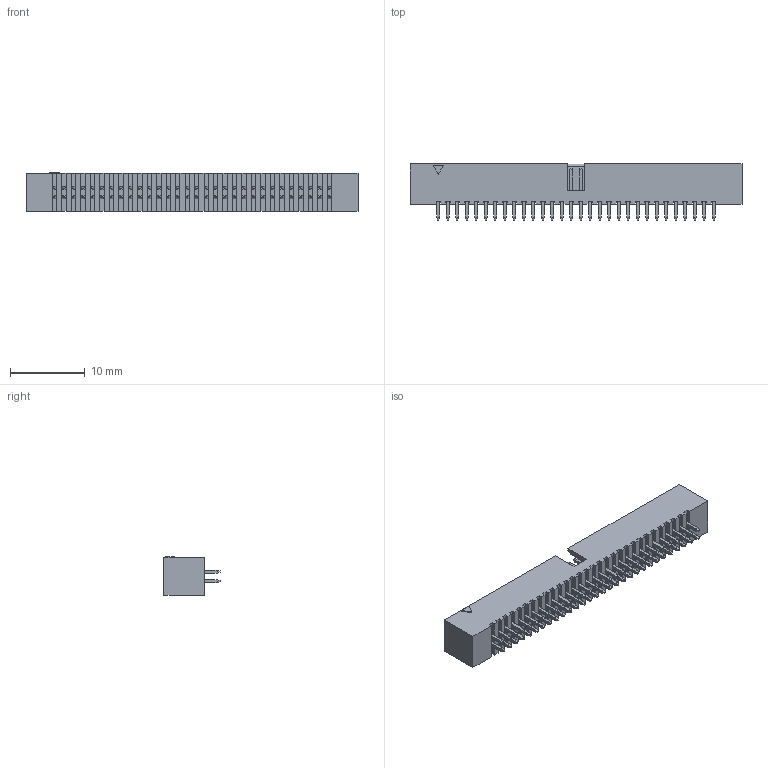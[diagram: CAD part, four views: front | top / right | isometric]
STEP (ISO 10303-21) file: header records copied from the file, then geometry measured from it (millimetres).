
FILE_DESCRIPTION (( 'STEP AP214' ), '1' );
FILE_NAME ('DD92D421-7E63-4AE4-80CC-64AABCBCF6F4.STEP', '2023-01-28T04:30:50', ( '' ), ( '' ), 'SwSTEP 2.0', 'SolidWorks 2022', '' );
FILE_SCHEMA (( 'AUTOMOTIVE_DESIGN' ));
Length unit declared in the file: millimetre
Products named in the file (1): DD92D421-7E63-4AE4-80CC-64AABCBCF6F4
Bounding box: 44.4 x 7.5 x 5.2 mm (x, y, z)
Volume: 666.5 mm3; surface area: 1894 mm2
Topology: 1 solids, 1 shells, 1223 faces, 2816 edges, 1716 vertices
Faces by surface type: plane 1223
Entity records: 45092 total; most frequent: CARTESIAN_POINT 5756, ORIENTED_EDGE 5632, DIRECTION 5264, VECTOR 2816, LINE 2816, EDGE_CURVE 2816, VERTEX_POINT 1716, EDGE_LOOP 1344
